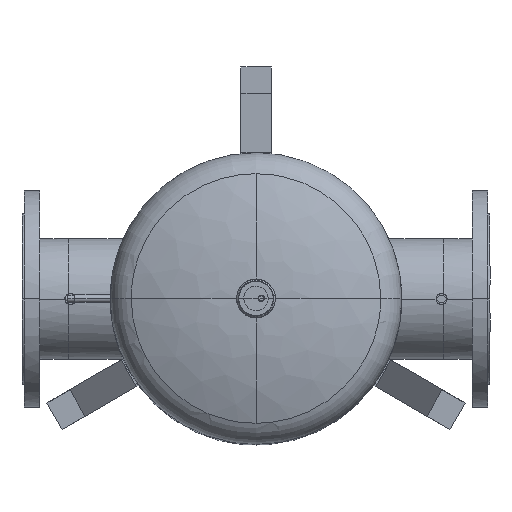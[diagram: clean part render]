
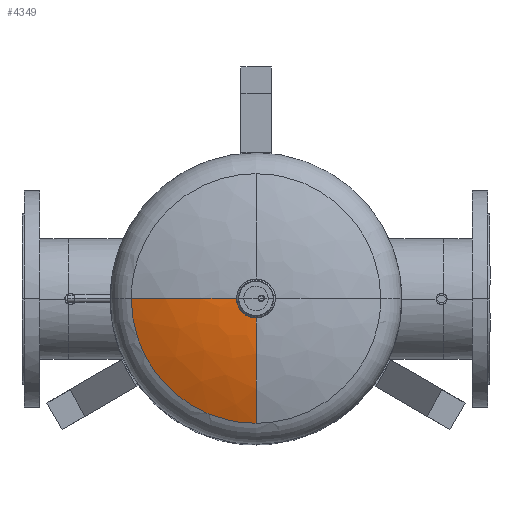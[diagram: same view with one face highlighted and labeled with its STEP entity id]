
A CAD part, top view. The second image highlights one B-rep face of the part: STEP entity #4349.
In plain terms, the highlighted free-form (B-spline) face has degree [2, 2] with [3, 3] control points.
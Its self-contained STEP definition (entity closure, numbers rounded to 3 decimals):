
#2065=CARTESIAN_POINT('Vertex',(-282.611,0.,1614.834)) ;
#3182=CARTESIAN_POINT('Control Point',(-44.,0.,1660.)) ;
#3183=CARTESIAN_POINT('Control Point',(-167.58,0.,1660.)) ;
#3184=CARTESIAN_POINT('Control Point',(-282.611,0.,1614.834)) ;
#3185=CARTESIAN_POINT('Vertex',(-44.,0.,1660.)) ;
#3314=CARTESIAN_POINT('Vertex',(0.,-282.61,1614.835)) ;
#3318=CARTESIAN_POINT('Control Point',(-282.611,0.,1614.834)) ;
#3319=CARTESIAN_POINT('Control Point',(-282.626,-10.803,1614.828)) ;
#3320=CARTESIAN_POINT('Control Point',(-282.112,-21.605,1614.827)) ;
#3321=CARTESIAN_POINT('Control Point',(-281.08,-32.224,1614.829)) ;
#3322=CARTESIAN_POINT('Control Point',(-278.066,-53.189,1614.833)) ;
#3323=CARTESIAN_POINT('Control Point',(-273.111,-73.783,1614.836)) ;
#3324=CARTESIAN_POINT('Control Point',(-270.147,-84.031,1614.837)) ;
#3325=CARTESIAN_POINT('Control Point',(-265.235,-98.37,1614.835)) ;
#3326=CARTESIAN_POINT('Control Point',(-259.38,-112.335,1614.834)) ;
#3327=CARTESIAN_POINT('Control Point',(-257.537,-116.52,1614.834)) ;
#3328=CARTESIAN_POINT('Control Point',(-253.565,-125.016,1614.834)) ;
#3329=CARTESIAN_POINT('Control Point',(-249.244,-133.339,1614.834)) ;
#3330=CARTESIAN_POINT('Control Point',(-247.047,-137.35,1614.834)) ;
#3331=CARTESIAN_POINT('Control Point',(-243.431,-143.68,1614.834)) ;
#3332=CARTESIAN_POINT('Control Point',(-239.614,-149.889,1614.834)) ;
#3333=CARTESIAN_POINT('Control Point',(-238.147,-152.199,1614.834)) ;
#3334=CARTESIAN_POINT('Control Point',(-235.457,-156.336,1614.834)) ;
#3335=CARTESIAN_POINT('Control Point',(-233.227,-159.622,1614.834)) ;
#3336=CARTESIAN_POINT('Control Point',(-232.221,-161.08,1614.834)) ;
#3337=CARTESIAN_POINT('Control Point',(-230.312,-163.806,1614.834)) ;
#3338=CARTESIAN_POINT('Control Point',(-228.363,-166.504,1614.834)) ;
#3339=CARTESIAN_POINT('Control Point',(-227.316,-167.933,1614.834)) ;
#3340=CARTESIAN_POINT('Control Point',(-224.944,-171.118,1614.834)) ;
#3341=CARTESIAN_POINT('Control Point',(-221.918,-175.016,1614.834)) ;
#3342=CARTESIAN_POINT('Control Point',(-220.218,-177.16,1614.834)) ;
#3343=CARTESIAN_POINT('Control Point',(-216.227,-182.041,1614.835)) ;
#3344=CARTESIAN_POINT('Control Point',(-212.101,-186.81,1614.835)) ;
#3345=CARTESIAN_POINT('Control Point',(-209.964,-189.202,1614.835)) ;
#3346=CARTESIAN_POINT('Control Point',(-205.877,-193.657,1614.835)) ;
#3347=CARTESIAN_POINT('Control Point',(-202.142,-197.528,1614.834)) ;
#3348=CARTESIAN_POINT('Control Point',(-200.355,-199.337,1614.834)) ;
#3349=CARTESIAN_POINT('Control Point',(-196.852,-202.814,1614.834)) ;
#3350=CARTESIAN_POINT('Control Point',(-193.273,-206.213,1614.834)) ;
#3351=CARTESIAN_POINT('Control Point',(-191.412,-207.944,1614.834)) ;
#3352=CARTESIAN_POINT('Control Point',(-187.431,-211.563,1614.834)) ;
#3353=CARTESIAN_POINT('Control Point',(-182.856,-215.515,1614.834)) ;
#3354=CARTESIAN_POINT('Control Point',(-180.401,-217.58,1614.834)) ;
#3355=CARTESIAN_POINT('Control Point',(-171.411,-224.899,1614.835)) ;
#3356=CARTESIAN_POINT('Control Point',(-162.053,-231.752,1614.835)) ;
#3357=CARTESIAN_POINT('Control Point',(-155.229,-236.377,1614.834)) ;
#3358=CARTESIAN_POINT('Control Point',(-138.466,-246.871,1614.834)) ;
#3359=CARTESIAN_POINT('Control Point',(-120.837,-255.863,1614.835)) ;
#3360=CARTESIAN_POINT('Control Point',(-110.296,-260.581,1614.835)) ;
#3361=CARTESIAN_POINT('Control Point',(-96.637,-265.877,1614.834)) ;
#3362=CARTESIAN_POINT('Control Point',(-82.681,-270.273,1614.834)) ;
#3363=CARTESIAN_POINT('Control Point',(-79.774,-271.142,1614.834)) ;
#3364=CARTESIAN_POINT('Control Point',(-74.105,-272.759,1614.834)) ;
#3365=CARTESIAN_POINT('Control Point',(-68.696,-274.155,1614.834)) ;
#3366=CARTESIAN_POINT('Control Point',(-66.05,-274.803,1614.834)) ;
#3367=CARTESIAN_POINT('Control Point',(-60.811,-276.022,1614.835)) ;
#3368=CARTESIAN_POINT('Control Point',(-55.544,-277.117,1614.835)) ;
#3369=CARTESIAN_POINT('Control Point',(-52.871,-277.641,1614.835)) ;
#3370=CARTESIAN_POINT('Control Point',(-47.377,-278.648,1614.834)) ;
#3371=CARTESIAN_POINT('Control Point',(-41.553,-279.563,1614.834)) ;
#3372=CARTESIAN_POINT('Control Point',(-38.55,-279.995,1614.834)) ;
#3373=CARTESIAN_POINT('Control Point',(-33.367,-280.665,1614.834)) ;
#3374=CARTESIAN_POINT('Control Point',(-28.17,-281.216,1614.834)) ;
#3375=CARTESIAN_POINT('Control Point',(-24.75,-281.57,1614.834)) ;
#3376=CARTESIAN_POINT('Control Point',(-16.497,-282.206,1614.834)) ;
#3377=CARTESIAN_POINT('Control Point',(-8.053,-282.543,1614.834)) ;
#3378=CARTESIAN_POINT('Control Point',(-4.44,-282.59,1614.834)) ;
#3379=CARTESIAN_POINT('Control Point',(-2.138,-282.61,1614.835)) ;
#3380=CARTESIAN_POINT('Control Point',(0.,-282.61,1614.835)) ;
#4322=CARTESIAN_POINT('Control Point',(0.,-44.,1660.)) ;
#4323=CARTESIAN_POINT('Control Point',(-44.,-44.,1660.)) ;
#4324=CARTESIAN_POINT('Control Point',(-44.,0.,1660.)) ;
#4325=CARTESIAN_POINT('Control Point',(0.,-167.594,1660.)) ;
#4326=CARTESIAN_POINT('Control Point',(-167.594,-167.594,1660.)) ;
#4327=CARTESIAN_POINT('Control Point',(-167.594,0.,1660.)) ;
#4328=CARTESIAN_POINT('Control Point',(0.,-282.635,1614.824)) ;
#4329=CARTESIAN_POINT('Control Point',(-282.635,-282.635,1614.824)) ;
#4330=CARTESIAN_POINT('Control Point',(-282.635,0.,1614.824)) ;
#4332=CARTESIAN_POINT('Control Point',(0.,-44.,1660.)) ;
#4333=CARTESIAN_POINT('Control Point',(-44.,-44.,1660.)) ;
#4334=CARTESIAN_POINT('Control Point',(-44.,0.,1660.)) ;
#4335=CARTESIAN_POINT('Vertex',(0.,-44.,1660.)) ;
#4339=CARTESIAN_POINT('Control Point',(0.,-44.,1660.)) ;
#4340=CARTESIAN_POINT('Control Point',(0.,-167.579,1660.)) ;
#4341=CARTESIAN_POINT('Control Point',(0.,-282.61,1614.835)) ;
#4344=ORIENTED_EDGE('',*,*,#4337,.F.) ;
#4345=ORIENTED_EDGE('',*,*,#3187,.F.) ;
#4346=ORIENTED_EDGE('',*,*,#3381,.T.) ;
#4347=ORIENTED_EDGE('',*,*,#4342,.T.) ;
#4349=ADVANCED_FACE('Parte52_1\\Solido1',(#4348),#4321,.F.) ;
#3317=B_SPLINE_CURVE_WITH_KNOTS('',5,(#3318,#3319,#3320,#3321,#3322,#3323,#3324,#3325,#3326,#3327,#3328,#3329,#3330,#3331,#3332,#3333,#3334,#3335,#3336,#3337,#3338,#3339,#3340,#3341,#3342,#3343,#3344,#3345,#3346,#3347,#3348,#3349,#3350,#3351,#3352,#3353,#3354,#3355,#3356,#3357,#3358,#3359,#3360,#3361,#3362,#3363,#3364,#3365,#3366,#3367,#3368,#3369,#3370,#3371,#3372,#3373,#3374,#3375,#3376,#3377,#3378,#3379,#3380),.UNSPECIFIED.,.F.,.U.,(6,3,3,3,3,3,3,3,3,3,3,3,3,3,3,3,3,3,3,3,6),(0.,72.839,145.677,174.937,204.196,224.087,243.978,263.869,283.76,306.387,329.014,351.641,374.268,429.809,507.553,528.474,549.395,570.316,591.237,605.557,619.878),.UNSPECIFIED.) ;
#3187=EDGE_CURVE('',#2066,#3186,#3181,.F.) ;
#3381=EDGE_CURVE('',#2066,#3315,#3317,.T.) ;
#4337=EDGE_CURVE('',#3186,#4336,#4331,.F.) ;
#4342=EDGE_CURVE('',#3315,#4336,#4338,.F.) ;
#4343=EDGE_LOOP('',(#4344,#4345,#4346,#4347)) ;
#4348=FACE_OUTER_BOUND('',#4343,.T.) ;
#2066=VERTEX_POINT('',#2065) ;
#3186=VERTEX_POINT('',#3185) ;
#3315=VERTEX_POINT('',#3314) ;
#4336=VERTEX_POINT('',#4335) ;
#3181=(BOUNDED_CURVE()B_SPLINE_CURVE(2,(#3182,#3183,#3184),.UNSPECIFIED.,.F.,.U.)B_SPLINE_CURVE_WITH_KNOTS((3,3),(-1.571,284.166),.UNSPECIFIED.)CURVE()GEOMETRIC_REPRESENTATION_ITEM()RATIONAL_B_SPLINE_CURVE((1.,0.983,1.))REPRESENTATION_ITEM('')) ;
#4331=(BOUNDED_CURVE()B_SPLINE_CURVE(2,(#4332,#4333,#4334),.UNSPECIFIED.,.F.,.U.)B_SPLINE_CURVE_WITH_KNOTS((3,3),(326.345,655.831),.UNSPECIFIED.)CURVE()GEOMETRIC_REPRESENTATION_ITEM()RATIONAL_B_SPLINE_CURVE((1.,0.707,1.))REPRESENTATION_ITEM('')) ;
#4338=(BOUNDED_CURVE()B_SPLINE_CURVE(2,(#4339,#4340,#4341),.UNSPECIFIED.,.F.,.U.)B_SPLINE_CURVE_WITH_KNOTS((3,3),(-1.571,284.164),.UNSPECIFIED.)CURVE()GEOMETRIC_REPRESENTATION_ITEM()RATIONAL_B_SPLINE_CURVE((1.,0.983,1.))REPRESENTATION_ITEM('')) ;
#4321=(BOUNDED_SURFACE()B_SPLINE_SURFACE(2,2,((#4322,#4323,#4324),(#4325,#4326,#4327),(#4328,#4329,#4330)),.UNSPECIFIED.,.F.,.F.,.U.)B_SPLINE_SURFACE_WITH_KNOTS((3,3),(3,3),(-1.571,284.197),(326.345,655.831),.UNSPECIFIED.)GEOMETRIC_REPRESENTATION_ITEM()RATIONAL_B_SPLINE_SURFACE(((1.,0.707,1.),(0.983,0.695,0.983),(1.,0.707,1.)))REPRESENTATION_ITEM('Rational BSpline Surface')SURFACE()) ;
